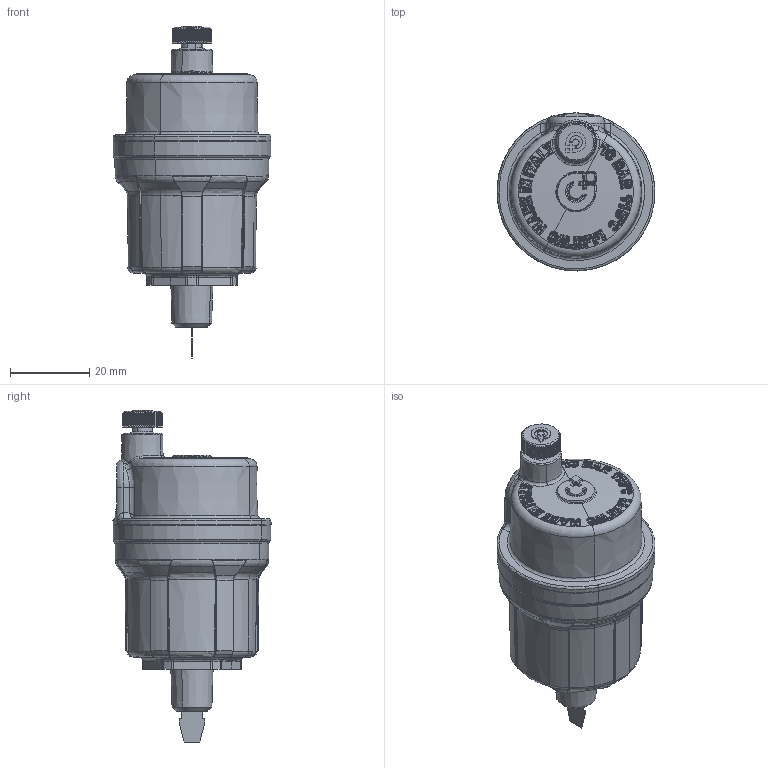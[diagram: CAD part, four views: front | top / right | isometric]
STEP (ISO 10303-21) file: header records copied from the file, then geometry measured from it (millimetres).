
FILE_DESCRIPTION(('CATIA V5 STEP Exchange','CAx-IF Rec.Pracs.--- Model Styling and Organization---1.4--- 2014-01-23','CAx-IF Rec.Pracs.---3D Tessellated Data Validation Properties---0.5---2014-09-14'),'2;1');
FILE_NAME('STEP_502610A_-_TST.stp','2021-01-22T14:02:57+00:00',('none'),('none'),'CATIA Version 5-6 Release 2019 SP3','CATIA V5 STEP AP242 v1','none');
FILE_SCHEMA(('AP242_MANAGED_MODEL_BASED_3D_ENGINEERING_MIM_LF {1 0 10303 442 1 1 4}'));
Products named in the file (1): 502610A - TST
Bounding box: 39.81 x 39.84 x 83.67 mm (x, y, z)
Volume: 50875.5 mm3; surface area: 8713.3 mm2
Topology: 1 solids, 1 shells, 2397 faces, 5740 edges, 3152 vertices
Faces by surface type: bspline 874, cylinder 618, plane 480, sphere 197, cone 119, torus 109
Entity records: 119577 total; most frequent: CARTESIAN_POINT 75934, ORIENTED_EDGE 11018, EDGE_CURVE 5509, DIRECTION 5143, VERTEX_POINT 3152, B_SPLINE_CURVE_WITH_KNOTS 3066, EDGE_LOOP 2435, AXIS2_PLACEMENT_3D 2425
